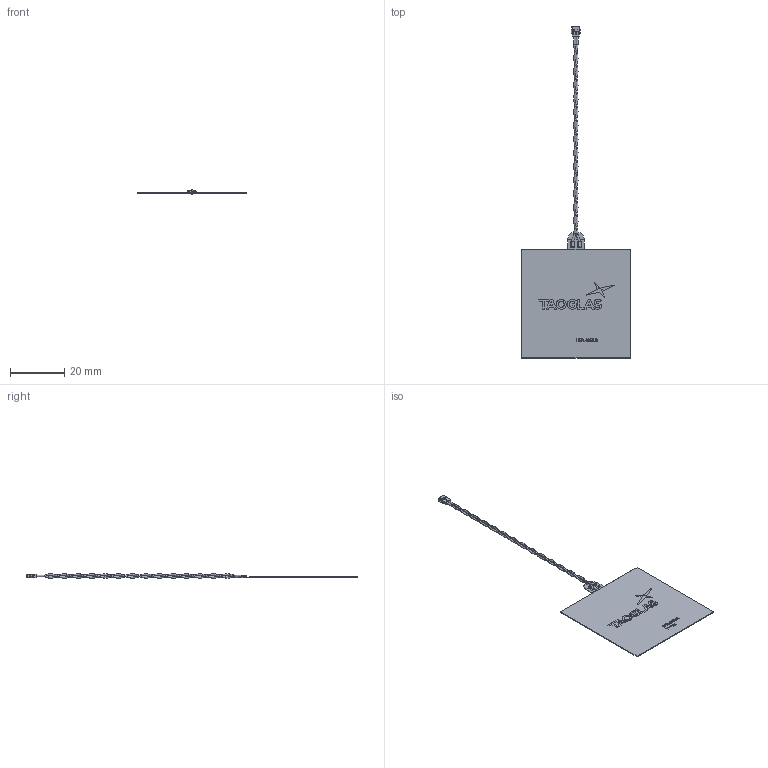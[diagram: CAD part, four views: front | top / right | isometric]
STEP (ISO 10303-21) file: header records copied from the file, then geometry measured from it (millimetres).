
FILE_DESCRIPTION (( 'STEP AP214' ), '1' );
FILE_NAME ('FXR.4040.52.0075X.B.dg_Web.STEP', '2024-05-28T00:40:03', ( '' ), ( '' ), 'SwSTEP 2.0', 'SolidWorks 2022', '' );
FILE_SCHEMA (( 'AUTOMOTIVE_DESIGN' ));
Length unit declared in the file: millimetre
Products named in the file (1): FXR.4040.52.0075X.B.dg_Web
Bounding box: 40 x 122.35 x 1.6 mm (x, y, z)
Volume: 553.1 mm3; surface area: 6924.8 mm2
Topology: 5 solids, 5 shells, 726 faces, 1947 edges, 1286 vertices
Faces by surface type: plane 472, bspline 239, cylinder 13, cone 2
Full cylindrical faces by diameter (mm): 0.4 x2, 0.7 x4
Entity records: 42081 total; most frequent: CARTESIAN_POINT 17605, ORIENTED_EDGE 3846, DIRECTION 2455, EDGE_CURVE 1923, LINE 1403, VECTOR 1403, VERTEX_POINT 1280, EDGE_LOOP 807
